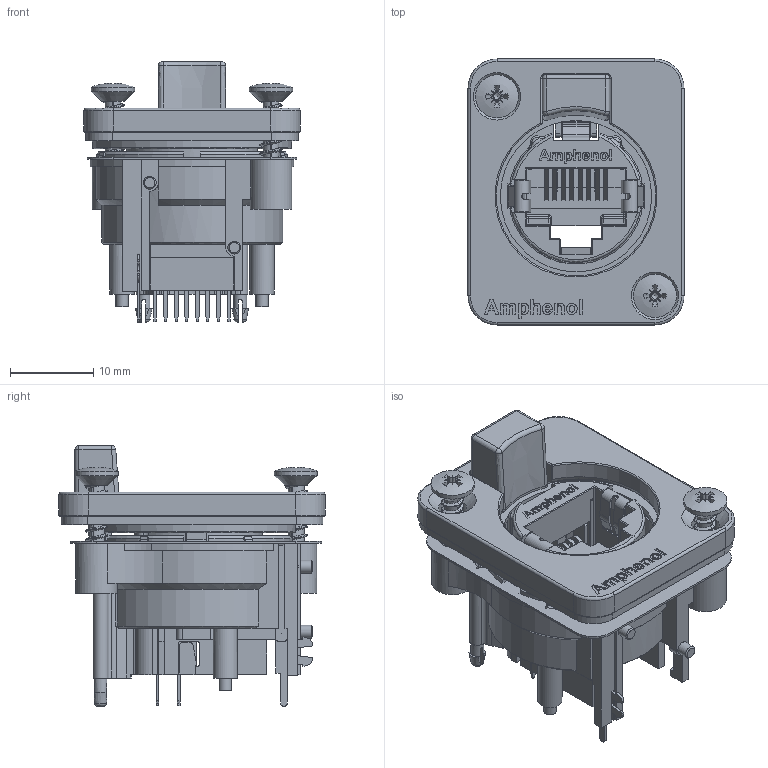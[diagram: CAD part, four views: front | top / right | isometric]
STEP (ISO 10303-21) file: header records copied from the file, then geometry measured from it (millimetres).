
FILE_DESCRIPTION(/* description */ ('CONNECTOR XLRnet D SIZE VERTICAL FRONT SEAL'),/* implementation_level */ '2;1');
FILE_NAME(/* name */ 'RJXS8FD3VB.stp',/* time_stamp */ '2021-04-07T12:22:30+10:00',/* author */ ('thien'),/* organization */ (''),/* preprocessor_version */ 'ST-DEVELOPER v17',/* originating_system */ 'Autodesk Inventor 2018',/* authorisation */ '');
FILE_SCHEMA (('CONFIG_CONTROL_DESIGN'));
Length unit declared in the file: millimetre
Products named in the file (12): 55011277-000; 53480190-330; 51270129-530; 52590045-730; 52080012-331; 50300303-030; 51560113-930; 50300362-030; 50300374-030; 50300303-030_1; 52500011-330; 52730015-830
Assembly tree (12 placements, depth 2):
  55011277-000
    53480190-330
    51270129-530
    52590045-730
    52080012-331
    50300303-030
    51560113-930
    50300362-030
    50300374-030
    50300303-030_1
    52500011-330  x2
    52730015-830
Bounding box: 26 x 32 x 31.35 mm (x, y, z)
Volume: 5908.4 mm3; surface area: 11687.4 mm2
Topology: 12 solids, 12 shells, 2266 faces, 6064 edges, 3865 vertices
Faces by surface type: plane 1109, bspline 531, cylinder 464, cone 95, torus 52, sphere 15
Full cylindrical faces by diameter (mm): 1.5 x2, 1.55 x4, 2.9 x2, 3.4 x2, 4.6 x4, 5 x1, 5.2 x2, 18.2 x1
Entity records: 84055 total; most frequent: CARTESIAN_POINT 36702, ORIENTED_EDGE 10528, DIRECTION 8545, EDGE_CURVE 5264, VERTEX_POINT 3379, LINE 3309, VECTOR 3309, AXIS2_PLACEMENT_3D 2618
